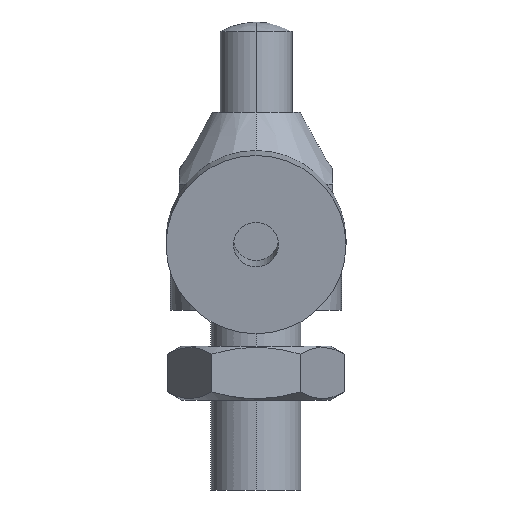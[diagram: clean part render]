
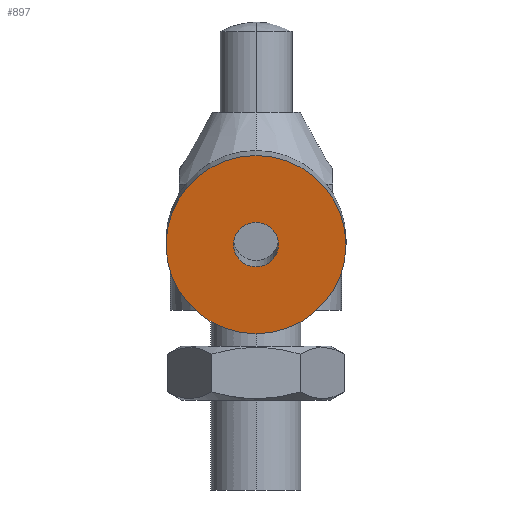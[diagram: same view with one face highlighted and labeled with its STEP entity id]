
A CAD part, left-side view. The second image highlights one B-rep face of the part: STEP entity #897.
In plain terms, the highlighted planar face has unit normal (-0.99, 0, -0.139).
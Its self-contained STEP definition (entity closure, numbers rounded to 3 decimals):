
#21 = DIRECTION ( 'NONE',  ( -0.99, 0., -0.139 ) ) ;
#91 = DIRECTION ( 'NONE',  ( 0., 1., 0. ) ) ;
#118 = EDGE_CURVE ( 'NONE', #856, #1343, #247, .T. ) ;
#166 = DIRECTION ( 'NONE',  ( 0., 1., 0. ) ) ;
#214 = ORIENTED_EDGE ( 'NONE', *, *, #118, .F. ) ;
#222 = CIRCLE ( 'NONE', #1389, 2.5 ) ;
#237 = ORIENTED_EDGE ( 'NONE', *, *, #1166, .F. ) ;
#238 = DIRECTION ( 'NONE',  ( 0.99, 0., 0.139 ) ) ;
#247 = CIRCLE ( 'NONE', #1346, 10. ) ;
#271 = EDGE_LOOP ( 'NONE', ( #214, #237 ) ) ;
#302 = PLANE ( 'NONE',  #1811 ) ;
#338 = CIRCLE ( 'NONE', #1776, 10. ) ;
#393 = CARTESIAN_POINT ( 'NONE',  ( -28.967, 10., 7.264 ) ) ;
#445 = FACE_OUTER_BOUND ( 'NONE', #271, .T. ) ;
#475 = VERTEX_POINT ( 'NONE', #812 ) ;
#526 = DIRECTION ( 'NONE',  ( 0.99, 0., 0.139 ) ) ;
#615 = CARTESIAN_POINT ( 'NONE',  ( -28.967, 2.5, 7.264 ) ) ;
#732 = DIRECTION ( 'NONE',  ( 0., 1., 0. ) ) ;
#769 = DIRECTION ( 'NONE',  ( 0.99, 0., 0.139 ) ) ;
#812 = CARTESIAN_POINT ( 'NONE',  ( -28.967, -2.5, 7.264 ) ) ;
#856 = VERTEX_POINT ( 'NONE', #393 ) ;
#860 = ORIENTED_EDGE ( 'NONE', *, *, #1494, .T. ) ;
#897 = ADVANCED_FACE ( 'NONE', ( #969, #445 ), #302, .T. ) ;
#950 = CARTESIAN_POINT ( 'NONE',  ( -28.967, 0., 7.264 ) ) ;
#969 = FACE_BOUND ( 'NONE', #1175, .T. ) ;
#998 = CARTESIAN_POINT ( 'NONE',  ( -28.967, 0., 7.264 ) ) ;
#1006 = VERTEX_POINT ( 'NONE', #615 ) ;
#1028 = ORIENTED_EDGE ( 'NONE', *, *, #1364, .T. ) ;
#1032 = CARTESIAN_POINT ( 'NONE',  ( -28.967, 0., 7.264 ) ) ;
#1052 = DIRECTION ( 'NONE',  ( 0., 1., 0. ) ) ;
#1166 = EDGE_CURVE ( 'NONE', #1343, #856, #338, .T. ) ;
#1175 = EDGE_LOOP ( 'NONE', ( #860, #1028 ) ) ;
#1241 = CARTESIAN_POINT ( 'NONE',  ( -30.358, 0., 17.167 ) ) ;
#1343 = VERTEX_POINT ( 'NONE', #1655 ) ;
#1346 = AXIS2_PLACEMENT_3D ( 'NONE', #998, #526, #1052 ) ;
#1357 = CARTESIAN_POINT ( 'NONE',  ( -28.967, 0., 7.264 ) ) ;
#1364 = EDGE_CURVE ( 'NONE', #475, #1006, #222, .T. ) ;
#1389 = AXIS2_PLACEMENT_3D ( 'NONE', #1032, #238, #91 ) ;
#1428 = DIRECTION ( 'NONE',  ( 0.99, 0., 0.139 ) ) ;
#1494 = EDGE_CURVE ( 'NONE', #1006, #475, #1985, .T. ) ;
#1598 = DIRECTION ( 'NONE',  ( 0., -1., 0. ) ) ;
#1655 = CARTESIAN_POINT ( 'NONE',  ( -28.967, -10., 7.264 ) ) ;
#1698 = AXIS2_PLACEMENT_3D ( 'NONE', #950, #769, #166 ) ;
#1776 = AXIS2_PLACEMENT_3D ( 'NONE', #1357, #1428, #732 ) ;
#1811 = AXIS2_PLACEMENT_3D ( 'NONE', #1241, #21, #1598 ) ;
#1985 = CIRCLE ( 'NONE', #1698, 2.5 ) ;
